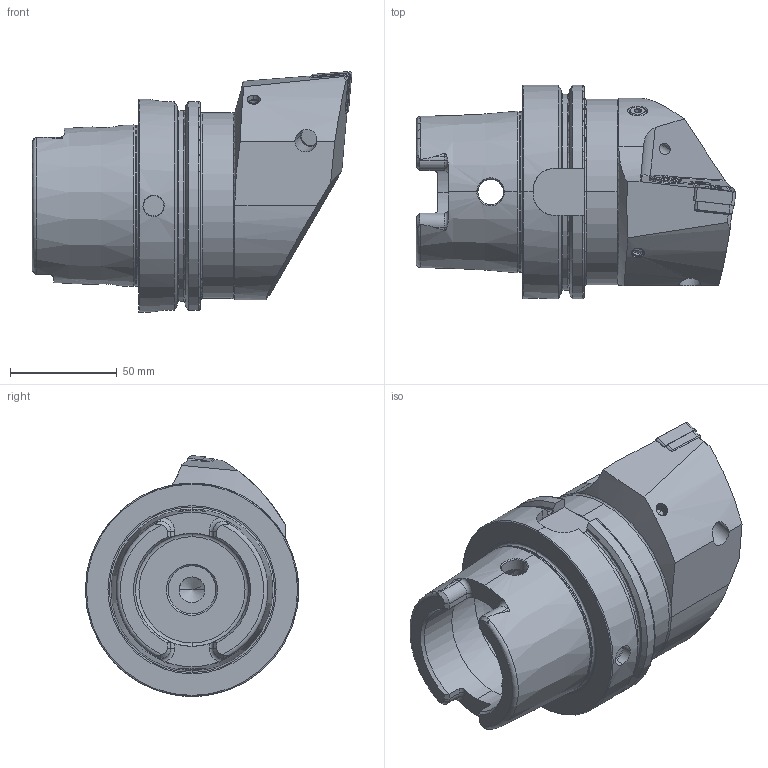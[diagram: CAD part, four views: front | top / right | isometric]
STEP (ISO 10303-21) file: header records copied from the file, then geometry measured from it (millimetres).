
FILE_DESCRIPTION (( 'STEP AP203' ), '1' );
FILE_NAME ('HA0.PCF.LLA.100-HP.STEP', '2024-08-09T14:03:46', ( '' ), ( '' ), 'SwSTEP 2.0', 'SolidWorks 2022', '' );
FILE_SCHEMA (( 'CONFIG_CONTROL_DESIGN' ));
Length unit declared in the file: millimetre
Products named in the file (14): CNMG190612; KVT_MB_600_060; CHP-ER1.015.006; CHP-ER1.015.006_A; DIN 7991 - M5x15; HA0-PCF.LLA.100-HP_A_Fertigbearbeitung; WCF-ER4.101.027_A; ISO 8752 2x8; WCF-ER2.101.004_A; WCF-ER1.101.000; DIN 3771 - 13x1; CHP-ER1.008.014_A; WCF-ER3.101.000_A; HA0.PCF.LLA.100-HP
Assembly tree (13 placements, depth 3):
  HA0.PCF.LLA.100-HP
    HA0-PCF.LLA.100-HP_A_Fertigbearbeitung
    KVT_MB_600_060
    CHP-ER1.008.014_A
    CHP-ER1.015.006
      CHP-ER1.015.006_A
      DIN 3771 - 13x1
      DIN 7991 - M5x15
    ISO 8752 2x8
    WCF-ER2.101.004_A
    WCF-ER1.101.000
    WCF-ER3.101.000_A
    WCF-ER4.101.027_A
    CNMG190612
Bounding box: 149.81 x 100 x 112.92 mm (x, y, z)
Volume: 573959.9 mm3; surface area: 78538.7 mm2
Topology: 13 solids, 13 shells, 531 faces, 1298 edges, 778 vertices
Faces by surface type: plane 165, cylinder 144, cone 140, torus 59, bspline 21, sphere 2
Entity records: 19020 total; most frequent: CARTESIAN_POINT 5429, DIRECTION 2550, ORIENTED_EDGE 2546, EDGE_CURVE 1273, AXIS2_PLACEMENT_3D 1001, VERTEX_POINT 775, EDGE_LOOP 562, LINE 548
